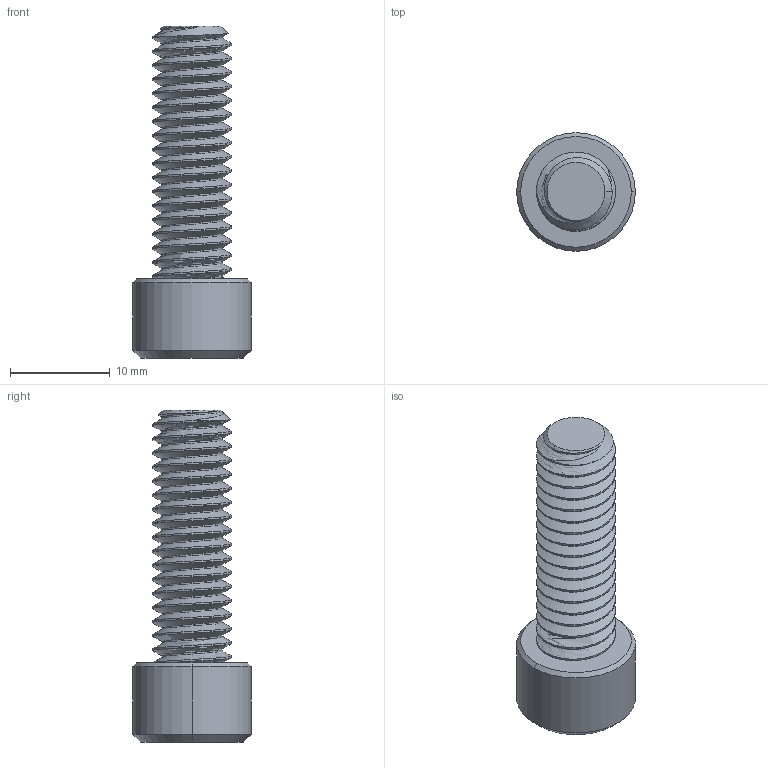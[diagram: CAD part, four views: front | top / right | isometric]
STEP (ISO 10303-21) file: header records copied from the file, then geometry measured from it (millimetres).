
FILE_DESCRIPTION (( 'STEP AP203' ), '1' );
FILE_NAME ('91251A583.step', '2013-10-30T20:59:19', ( '' ), ( '' ), 'SwSTEP 2.0', 'SolidWorks 2010', '' );
FILE_SCHEMA (( 'CONFIG_CONTROL_DESIGN' ));
Length unit declared in the file: inch
Products named in the file (1): 91251A583
Bounding box: 11.91 x 11.91 x 33.34 mm (x, y, z)
Volume: 1688.5 mm3; surface area: 1555.8 mm2
Topology: 1 solids, 1 shells, 100 faces, 271 edges, 175 vertices
Faces by surface type: cylinder 75, cone 13, plane 10, bspline 2
Entity records: 4991 total; most frequent: CARTESIAN_POINT 2848, ORIENTED_EDGE 542, DIRECTION 332, EDGE_CURVE 271, VERTEX_POINT 175, AXIS2_PLACEMENT_3D 120, EDGE_LOOP 102, FACE_OUTER_BOUND 100
